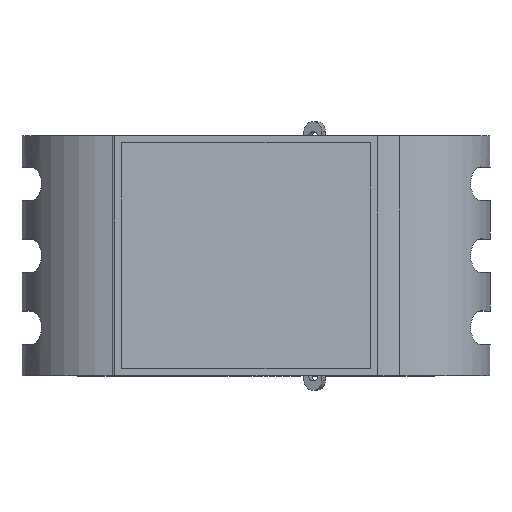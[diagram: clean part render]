
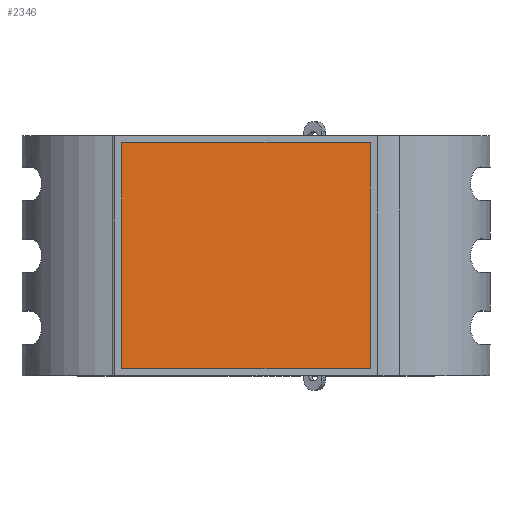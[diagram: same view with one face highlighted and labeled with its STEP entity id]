
A CAD part, top view. The second image highlights one B-rep face of the part: STEP entity #2346.
In plain terms, the highlighted planar face has unit normal (-0.067, 0, -0.998).
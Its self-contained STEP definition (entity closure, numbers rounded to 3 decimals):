
#293=PLANE('',#2633);
#424=FACE_OUTER_BOUND('',#585,.T.);
#585=EDGE_LOOP('',(#2149,#2150,#2151,#2152));
#756=LINE('',#4720,#937);
#757=LINE('',#4722,#938);
#758=LINE('',#4724,#939);
#759=LINE('',#4725,#940);
#937=VECTOR('',#3274,10.);
#938=VECTOR('',#3275,10.);
#939=VECTOR('',#3276,10.);
#940=VECTOR('',#3277,10.);
#1189=VERTEX_POINT('',#4718);
#1190=VERTEX_POINT('',#4719);
#1191=VERTEX_POINT('',#4721);
#1192=VERTEX_POINT('',#4723);
#1517=EDGE_CURVE('',#1189,#1190,#756,.T.);
#1518=EDGE_CURVE('',#1190,#1191,#757,.T.);
#1519=EDGE_CURVE('',#1191,#1192,#758,.T.);
#1520=EDGE_CURVE('',#1192,#1189,#759,.T.);
#2149=ORIENTED_EDGE('',*,*,#1517,.T.);
#2150=ORIENTED_EDGE('',*,*,#1518,.T.);
#2151=ORIENTED_EDGE('',*,*,#1519,.T.);
#2152=ORIENTED_EDGE('',*,*,#1520,.T.);
#2346=ADVANCED_FACE('',(#424),#293,.T.);
#2633=AXIS2_PLACEMENT_3D('',#4717,#3272,#3273);
#3272=DIRECTION('center_axis',(-0.067,0.,
-0.998));
#3273=DIRECTION('ref_axis',(-0.998,0.,0.067));
#3274=DIRECTION('',(-0.998,0.,0.067));
#3275=DIRECTION('',(0.,1.,0.));
#3276=DIRECTION('',(0.998,0.,-0.067));
#3277=DIRECTION('',(0.,-1.,0.));
#4717=CARTESIAN_POINT('Origin',(-2.09,0.,
35.139));
#4718=CARTESIAN_POINT('',(23.79,-23.5,33.414));
#4719=CARTESIAN_POINT('',(-27.97,-23.5,36.865));
#4720=CARTESIAN_POINT('',(26.895,-23.5,33.207));
#4721=CARTESIAN_POINT('',(-27.97,23.5,36.865));
#4722=CARTESIAN_POINT('',(-27.97,0.75,36.865));
#4723=CARTESIAN_POINT('',(23.79,23.5,33.414));
#4724=CARTESIAN_POINT('',(1.015,23.5,34.932));
#4725=CARTESIAN_POINT('',(23.79,24.25,33.414));
